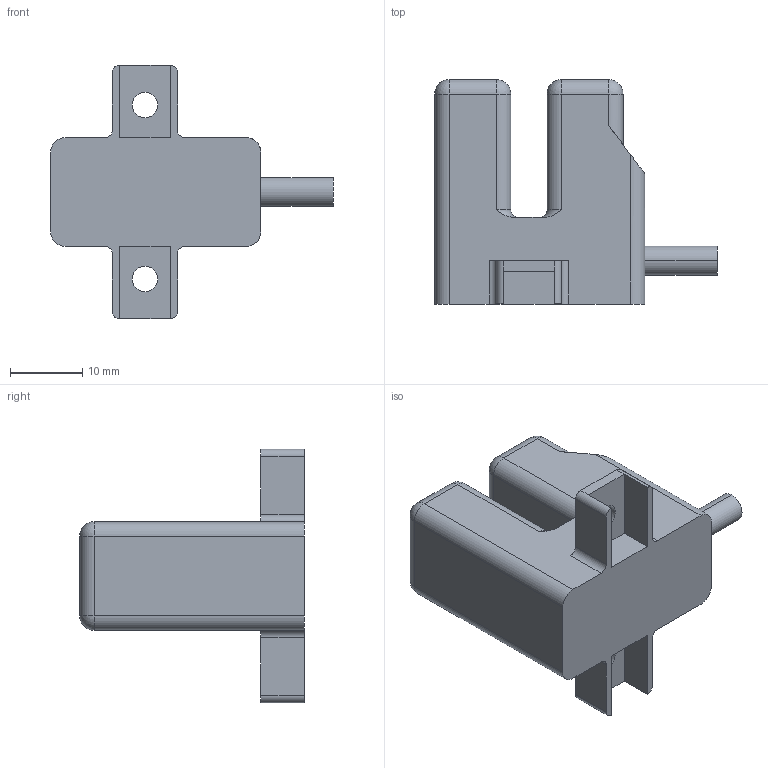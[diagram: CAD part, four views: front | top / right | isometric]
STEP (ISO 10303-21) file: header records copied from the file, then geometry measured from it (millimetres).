
FILE_DESCRIPTION((''),'2;1');
FILE_NAME('S5_E000602A','2006-01-03T',('Pepperl+Fuchs'),('Industriehansa'),'PRO/ENGINEER BY PARAMETRIC TECHNOLOGY CORPORATION, 2005290','PRO/ENGINEER BY PARAMETRIC TECHNOLOGY CORPORATION, 2005290','');
FILE_SCHEMA(('AUTOMOTIVE_DESIGN_CC2 { 1 2 10303 214 -1 1 5 2 }'));
Length unit declared in the file: millimetre
Products named in the file (1): S5_E000602A
Bounding box: 39 x 31 x 35 mm (x, y, z)
Volume: 11877.1 mm3; surface area: 4492.1 mm2
Topology: 1 solids, 1 shells, 75 faces, 191 edges, 126 vertices
Faces by surface type: cylinder 34, plane 29, sphere 8, torus 4
Entity records: 2977 total; most frequent: CARTESIAN_POINT 442, DIRECTION 403, ORIENTED_EDGE 368, PRESENTATION_STYLE_ASSIGNMENT 196, STYLED_ITEM 193, CURVE_STYLE 192, EDGE_CURVE 184, AXIS2_PLACEMENT_3D 144
